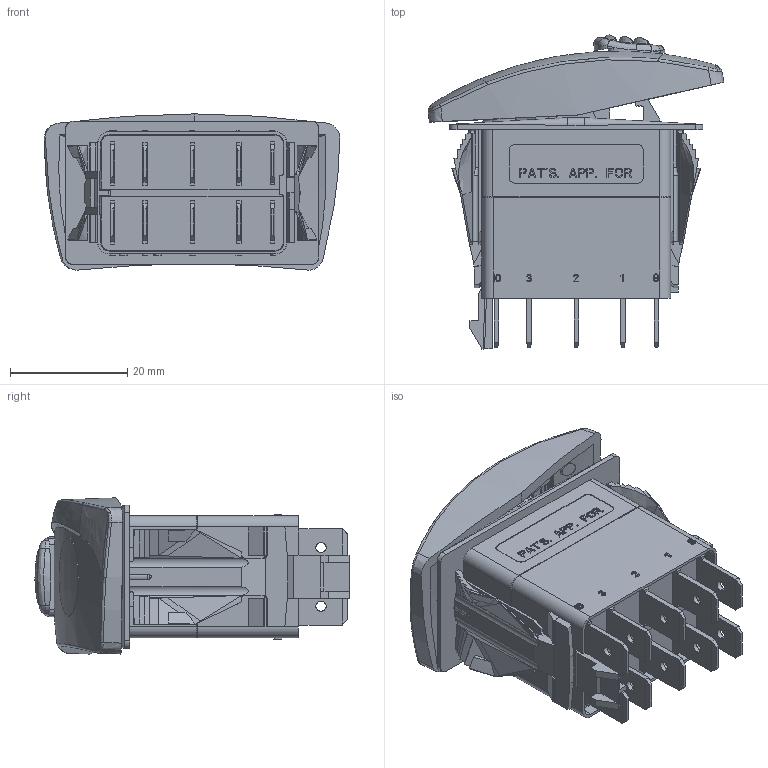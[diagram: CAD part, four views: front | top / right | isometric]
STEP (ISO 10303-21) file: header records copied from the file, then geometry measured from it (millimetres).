
FILE_DESCRIPTION((''),'2;1');
FILE_NAME('VDB2CWVB-JGV00-0_SW0001','2011-09-04T',('leads.cao'),(''),'PRO/ENGINEER BY PARAMETRIC TECHNOLOGY CORPORATION, 2010280','PRO/ENGINEER BY PARAMETRIC TECHNOLOGY CORPORATION, 2010280','');
FILE_SCHEMA(('CONFIG_CONTROL_DESIGN'));
Length unit declared in the file: inch
Products named in the file (1): VDB2CWVB-JGV00-0_SW0001
Bounding box: 50.37 x 53.52 x 26.62 mm (x, y, z)
Volume: 16061.8 mm3; surface area: 19845.7 mm2
Topology: 1 solids, 1 shells, 2928 faces, 7985 edges, 5063 vertices
Faces by surface type: plane 2219, cylinder 276, cone 190, bspline 180, extrusion 35, torus 16, sphere 12
Entity records: 105437 total; most frequent: CARTESIAN_POINT 33946, ORIENTED_EDGE 15862, DIRECTION 13073, EDGE_CURVE 7931, VECTOR 6237, LINE 6202, VERTEX_POINT 5122, AXIS2_PLACEMENT_3D 3418
